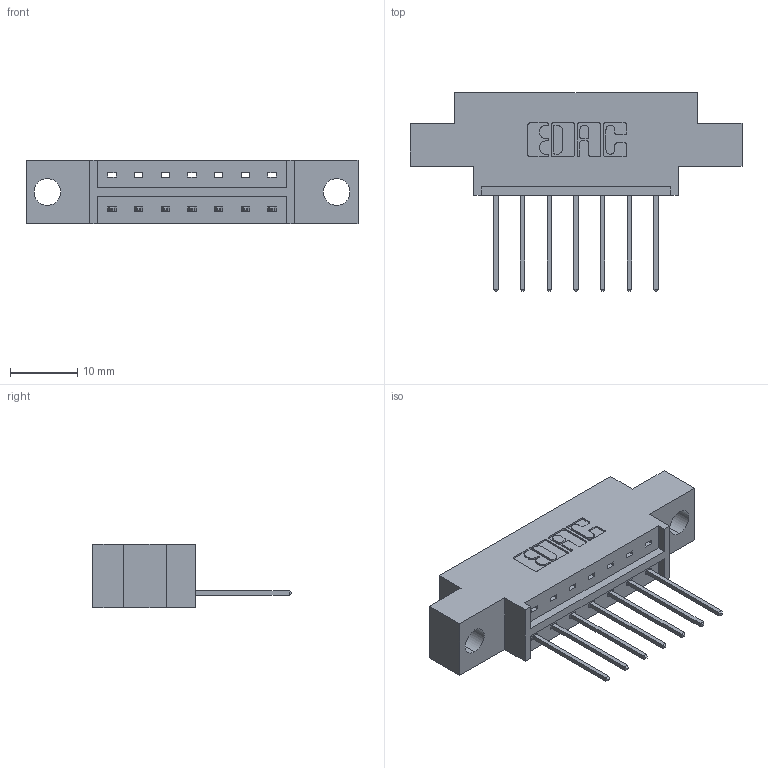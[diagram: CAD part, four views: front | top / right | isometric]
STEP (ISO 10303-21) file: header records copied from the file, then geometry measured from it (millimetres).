
FILE_DESCRIPTION (( 'STEP AP203' ), '1' );
FILE_NAME ('833-007-540-604.STEP', '2020-05-30T14:58:47', ( '' ), ( '' ), 'SwSTEP 2.0', 'SolidWorks 2020', '' );
FILE_SCHEMA (( 'CONFIG_CONTROL_DESIGN' ));
Length unit declared in the file: inch
Products named in the file (3): 833-007-540-604; 833 Part_Offset - .156 Dia - TH; 345-292-001_345-293-140
Assembly tree (8 placements, depth 2):
  833-007-540-604
    833 Part_Offset - .156 Dia - TH
    345-292-001_345-293-140  x7
Bounding box: 49.28 x 29.47 x 9.4 mm (x, y, z)
Volume: 4351.4 mm3; surface area: 4543.1 mm2
Topology: 8 solids, 8 shells, 524 faces, 1555 edges, 1026 vertices
Faces by surface type: plane 368, cylinder 156
Entity records: 8959 total; most frequent: CARTESIAN_POINT 1559, ORIENTED_EDGE 1502, DIRECTION 1385, EDGE_CURVE 751, VECTOR 623, LINE 623, VERTEX_POINT 498, AXIS2_PLACEMENT_3D 381
